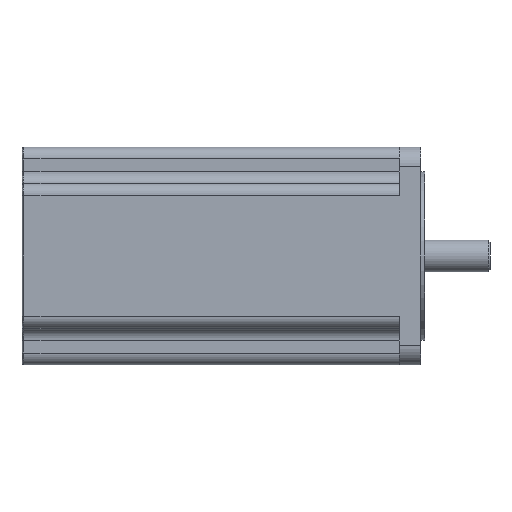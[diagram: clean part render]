
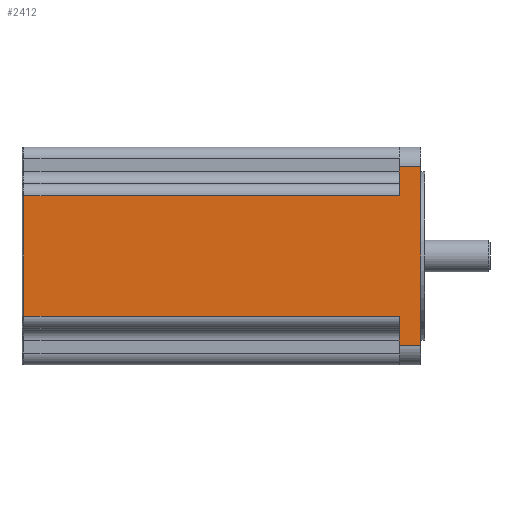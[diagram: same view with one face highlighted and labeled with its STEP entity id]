
A CAD part, front view. The second image highlights one B-rep face of the part: STEP entity #2412.
In plain terms, the highlighted planar face has unit normal (0, -1, 0).
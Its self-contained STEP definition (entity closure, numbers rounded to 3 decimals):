
#70 = DIRECTION ( 'NONE',  ( 1., 0., 0. ) ) ;
#234 = VECTOR ( 'NONE', #1191, 1000. ) ;
#296 = VECTOR ( 'NONE', #3067, 1000. ) ;
#352 = VERTEX_POINT ( 'NONE', #597 ) ;
#404 = LINE ( 'NONE', #1711, #3119 ) ;
#421 = CARTESIAN_POINT ( 'NONE',  ( -10.7, -54.93, -30.5 ) ) ;
#482 = CARTESIAN_POINT ( 'NONE',  ( -200., -54.93, -30.5 ) ) ;
#597 = CARTESIAN_POINT ( 'NONE',  ( -10.7, -54.93, 44.93 ) ) ;
#659 = VECTOR ( 'NONE', #2511, 1000. ) ;
#690 = DIRECTION ( 'NONE',  ( 0., 0., -1. ) ) ;
#729 = CARTESIAN_POINT ( 'NONE',  ( 0., -54.93, 0. ) ) ;
#744 = AXIS2_PLACEMENT_3D ( 'NONE', #3241, #1202, #3004 ) ;
#748 = CARTESIAN_POINT ( 'NONE',  ( 0., -54.93, 44.93 ) ) ;
#876 = ORIENTED_EDGE ( 'NONE', *, *, #2142, .T. ) ;
#918 = LINE ( 'NONE', #1232, #234 ) ;
#997 = LINE ( 'NONE', #729, #2242 ) ;
#1033 = CARTESIAN_POINT ( 'NONE',  ( -200., -54.93, 30.5 ) ) ;
#1043 = ORIENTED_EDGE ( 'NONE', *, *, #2398, .F. ) ;
#1075 = VERTEX_POINT ( 'NONE', #421 ) ;
#1184 = DIRECTION ( 'NONE',  ( -1., 0., 0. ) ) ;
#1191 = DIRECTION ( 'NONE',  ( -1., 0., 0. ) ) ;
#1199 = EDGE_CURVE ( 'NONE', #352, #1478, #1315, .T. ) ;
#1202 = DIRECTION ( 'NONE',  ( 0., -1., 0. ) ) ;
#1232 = CARTESIAN_POINT ( 'NONE',  ( 0.267, -54.93, -44.93 ) ) ;
#1256 = CARTESIAN_POINT ( 'NONE',  ( -200., -54.93, 54.93 ) ) ;
#1296 = VECTOR ( 'NONE', #1184, 1000. ) ;
#1314 = EDGE_CURVE ( 'NONE', #1478, #2465, #1727, .T. ) ;
#1315 = LINE ( 'NONE', #1447, #659 ) ;
#1380 = CARTESIAN_POINT ( 'NONE',  ( 0., -54.93, -44.93 ) ) ;
#1389 = VERTEX_POINT ( 'NONE', #1380 ) ;
#1447 = CARTESIAN_POINT ( 'NONE',  ( -10.7, -54.93, 54.93 ) ) ;
#1478 = VERTEX_POINT ( 'NONE', #2701 ) ;
#1509 = DIRECTION ( 'NONE',  ( -1., 0., 0. ) ) ;
#1592 = ORIENTED_EDGE ( 'NONE', *, *, #1199, .T. ) ;
#1671 = EDGE_LOOP ( 'NONE', ( #2913, #876, #2109, #2224, #2464, #1043, #1755, #1592 ) ) ;
#1705 = LINE ( 'NONE', #2229, #3035 ) ;
#1711 = CARTESIAN_POINT ( 'NONE',  ( 0., -54.93, -30.5 ) ) ;
#1727 = LINE ( 'NONE', #3084, #2435 ) ;
#1755 = ORIENTED_EDGE ( 'NONE', *, *, #2357, .T. ) ;
#2109 = ORIENTED_EDGE ( 'NONE', *, *, #2397, .T. ) ;
#2120 = VERTEX_POINT ( 'NONE', #482 ) ;
#2142 = EDGE_CURVE ( 'NONE', #2465, #2120, #2302, .T. ) ;
#2200 = PLANE ( 'NONE',  #744 ) ;
#2224 = ORIENTED_EDGE ( 'NONE', *, *, #2393, .T. ) ;
#2229 = CARTESIAN_POINT ( 'NONE',  ( -10.7, -54.93, 0. ) ) ;
#2242 = VECTOR ( 'NONE', #690, 1000. ) ;
#2302 = LINE ( 'NONE', #1256, #296 ) ;
#2357 = EDGE_CURVE ( 'NONE', #2862, #352, #3260, .T. ) ;
#2393 = EDGE_CURVE ( 'NONE', #1075, #2438, #1705, .T. ) ;
#2397 = EDGE_CURVE ( 'NONE', #2120, #1075, #404, .T. ) ;
#2398 = EDGE_CURVE ( 'NONE', #2862, #1389, #997, .T. ) ;
#2403 = EDGE_CURVE ( 'NONE', #1389, #2438, #918, .T. ) ;
#2412 = ADVANCED_FACE ( 'NONE', ( #2878 ), #2200, .T. ) ;
#2435 = VECTOR ( 'NONE', #1509, 1000. ) ;
#2438 = VERTEX_POINT ( 'NONE', #2782 ) ;
#2464 = ORIENTED_EDGE ( 'NONE', *, *, #2403, .F. ) ;
#2465 = VERTEX_POINT ( 'NONE', #1033 ) ;
#2511 = DIRECTION ( 'NONE',  ( 0., 0., -1. ) ) ;
#2512 = DIRECTION ( 'NONE',  ( 0., 0., -1. ) ) ;
#2701 = CARTESIAN_POINT ( 'NONE',  ( -10.7, -54.93, 30.5 ) ) ;
#2716 = CARTESIAN_POINT ( 'NONE',  ( 0., -54.93, 44.93 ) ) ;
#2782 = CARTESIAN_POINT ( 'NONE',  ( -10.7, -54.93, -44.93 ) ) ;
#2862 = VERTEX_POINT ( 'NONE', #748 ) ;
#2878 = FACE_OUTER_BOUND ( 'NONE', #1671, .T. ) ;
#2913 = ORIENTED_EDGE ( 'NONE', *, *, #1314, .T. ) ;
#3004 = DIRECTION ( 'NONE',  ( 0., 0., -1. ) ) ;
#3035 = VECTOR ( 'NONE', #2512, 1000. ) ;
#3067 = DIRECTION ( 'NONE',  ( 0., 0., -1. ) ) ;
#3084 = CARTESIAN_POINT ( 'NONE',  ( 0., -54.93, 30.5 ) ) ;
#3119 = VECTOR ( 'NONE', #70, 1000. ) ;
#3241 = CARTESIAN_POINT ( 'NONE',  ( 0., -54.93, 54.93 ) ) ;
#3260 = LINE ( 'NONE', #2716, #1296 ) ;
